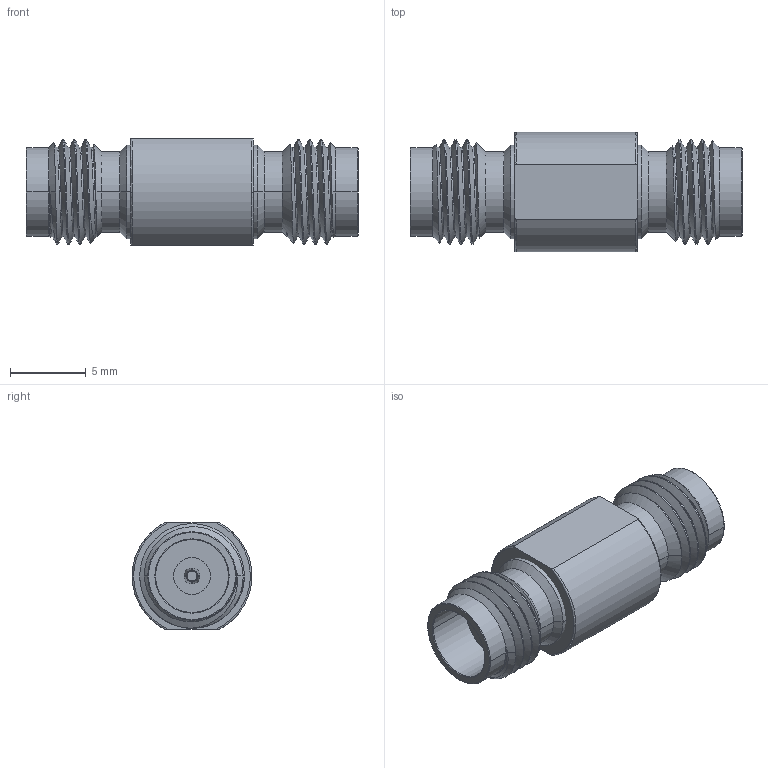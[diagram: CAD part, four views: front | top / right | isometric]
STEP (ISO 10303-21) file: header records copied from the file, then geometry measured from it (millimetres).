
FILE_DESCRIPTION (( 'STEP AP214' ), '1' );
FILE_NAME ('FMAD1607_3D.step', '2023-03-14T01:53:55', ( '' ), ( '' ), 'SwSTEP 2.0', 'SolidWorks 2022', '' );
FILE_SCHEMA (( 'AUTOMOTIVE_DESIGN' ));
Length unit declared in the file: inch
Products named in the file (3): FMAD1607_3D; ADS-185-3-185-8-10^FMAD1607; ADS-248248-BG-2-BODY(2)^FMAD1607
Assembly tree (3 placements, depth 2):
  FMAD1607_3D
    ADS-185-3-185-8-10^FMAD1607
    ADS-248248-BG-2-BODY(2)^FMAD1607  x2
Bounding box: 21.9 x 7.9 x 7 mm (x, y, z)
Volume: 651.6 mm3; surface area: 1145.6 mm2
Topology: 3 solids, 3 shells, 137 faces, 339 edges, 214 vertices
Faces by surface type: cylinder 51, plane 38, cone 28, torus 14, bspline 6
Entity records: 3485 total; most frequent: CARTESIAN_POINT 1589, DIRECTION 381, ORIENTED_EDGE 378, EDGE_CURVE 189, AXIS2_PLACEMENT_3D 157, VERTEX_POINT 120, EDGE_LOOP 81, CIRCLE 78
